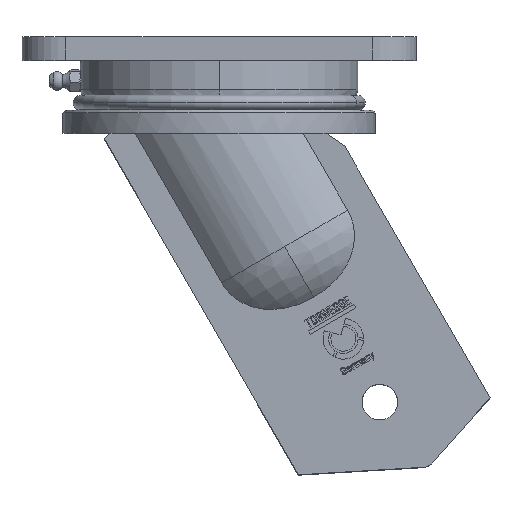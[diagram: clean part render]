
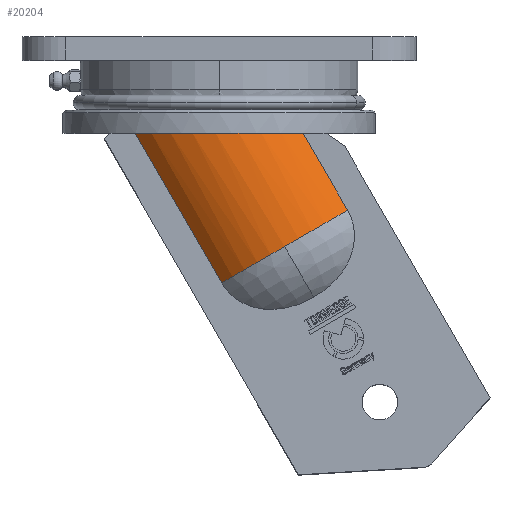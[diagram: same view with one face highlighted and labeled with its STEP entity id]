
A CAD part, top view. The second image highlights one B-rep face of the part: STEP entity #20204.
In plain terms, the highlighted cylindrical face has radius 36 mm (diameter 72 mm), a partial arc.
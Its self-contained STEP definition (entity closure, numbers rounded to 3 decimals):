
#188 = CARTESIAN_POINT ( 'NONE',  ( 22.396, -71.792, 50. ) ) ;
#1066 = EDGE_CURVE ( 'NONE', #22593, #21050, #24614, .T. ) ;
#1259 = CARTESIAN_POINT ( 'NONE',  ( 43.96, -59.342, 40. ) ) ;
#1763 = DIRECTION ( 'NONE',  ( 0., 0., -1. ) ) ;
#2241 = CARTESIAN_POINT ( 'NONE',  ( 28.752, -33., 40. ) ) ;
#2486 = DIRECTION ( 'NONE',  ( 0., 0., -1. ) ) ;
#3689 = CARTESIAN_POINT ( 'NONE',  ( 22.396, -71.792, 14. ) ) ;
#4188 = VERTEX_POINT ( 'NONE', #188 ) ;
#4427 =( BOUNDED_CURVE ( )  B_SPLINE_CURVE ( 3, ( #23601, #5687, #23212, #2241 ),
 .UNSPECIFIED., .F., .F. ) 
 B_SPLINE_CURVE_WITH_KNOTS ( ( 4, 4 ),
 ( 3.949, 5.476 ),
 .UNSPECIFIED. ) 
 CURVE ( )  GEOMETRIC_REPRESENTATION_ITEM ( )  RATIONAL_B_SPLINE_CURVE ( ( 1., 0.815, 0.815, 1. ) ) 
 REPRESENTATION_ITEM ( '' )  );
#4626 = EDGE_CURVE ( 'NONE', #4188, #22269, #16023, .T. ) ;
#5687 = CARTESIAN_POINT ( 'NONE',  ( -11.762, -33., 54.091 ) ) ;
#5914 = ORIENTED_EDGE ( 'NONE', *, *, #9290, .T. ) ;
#6928 = VECTOR ( 'NONE', #11025, 1000. ) ;
#7737 = EDGE_CURVE ( 'NONE', #21050, #14028, #4427, .T. ) ;
#7806 = CARTESIAN_POINT ( 'NONE',  ( 28.752, -33., 40. ) ) ;
#7903 = CARTESIAN_POINT ( 'NONE',  ( -10.104, -15.5, 14. ) ) ;
#8894 = CARTESIAN_POINT ( 'NONE',  ( 0.833, -84.242, 40. ) ) ;
#9245 = EDGE_LOOP ( 'NONE', ( #14491, #5914, #18885, #22753, #12193 ) ) ;
#9290 = EDGE_CURVE ( 'NONE', #22593, #4188, #12795, .T. ) ;
#9908 = AXIS2_PLACEMENT_3D ( 'NONE', #3689, #11466, #1763 ) ;
#11025 = DIRECTION ( 'NONE',  ( -0.5, 0.866, 0. ) ) ;
#11466 = DIRECTION ( 'NONE',  ( -0.5, 0.866, 0. ) ) ;
#12193 = ORIENTED_EDGE ( 'NONE', *, *, #7737, .F. ) ;
#12216 = AXIS2_PLACEMENT_3D ( 'NONE', #7903, #19551, #12242 ) ;
#12242 = DIRECTION ( 'NONE',  ( 0., 0., -1. ) ) ;
#12277 = LINE ( 'NONE', #21885, #24505 ) ;
#12522 = DIRECTION ( 'NONE',  ( 0.5, -0.866, 0. ) ) ;
#12795 = CIRCLE ( 'NONE', #23454, 36. ) ;
#13177 = CARTESIAN_POINT ( 'NONE',  ( -28.752, -33., 40. ) ) ;
#13788 = FACE_OUTER_BOUND ( 'NONE', #9245, .T. ) ;
#14028 = VERTEX_POINT ( 'NONE', #7806 ) ;
#14363 = DIRECTION ( 'NONE',  ( -0.5, 0.866, 0. ) ) ;
#14491 = ORIENTED_EDGE ( 'NONE', *, *, #1066, .F. ) ;
#16023 = CIRCLE ( 'NONE', #9908, 36. ) ;
#18885 = ORIENTED_EDGE ( 'NONE', *, *, #4626, .T. ) ;
#19551 = DIRECTION ( 'NONE',  ( 0.5, -0.866, 0. ) ) ;
#19681 = CYLINDRICAL_SURFACE ( 'NONE', #12216, 36. ) ;
#19753 = CARTESIAN_POINT ( 'NONE',  ( 22.396, -71.792, 14. ) ) ;
#20204 = ADVANCED_FACE ( 'NONE', ( #13788 ), #19681, .T. ) ;
#21050 = VERTEX_POINT ( 'NONE', #13177 ) ;
#21292 = EDGE_CURVE ( 'NONE', #14028, #22269, #12277, .T. ) ;
#21885 = CARTESIAN_POINT ( 'NONE',  ( 50.21, -70.167, 40. ) ) ;
#22196 = CARTESIAN_POINT ( 'NONE',  ( 7.083, -95.067, 40. ) ) ;
#22269 = VERTEX_POINT ( 'NONE', #1259 ) ;
#22593 = VERTEX_POINT ( 'NONE', #8894 ) ;
#22753 = ORIENTED_EDGE ( 'NONE', *, *, #21292, .F. ) ;
#23212 = CARTESIAN_POINT ( 'NONE',  ( 11.762, -33., 54.091 ) ) ;
#23454 = AXIS2_PLACEMENT_3D ( 'NONE', #19753, #14363, #2486 ) ;
#23601 = CARTESIAN_POINT ( 'NONE',  ( -28.752, -33., 40. ) ) ;
#24505 = VECTOR ( 'NONE', #12522, 1000. ) ;
#24614 = LINE ( 'NONE', #22196, #6928 ) ;
